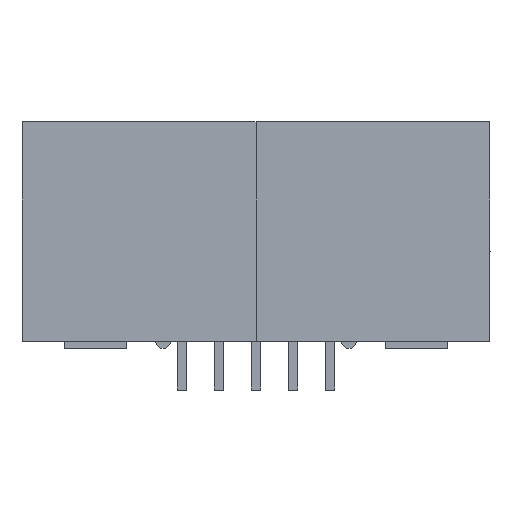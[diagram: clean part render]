
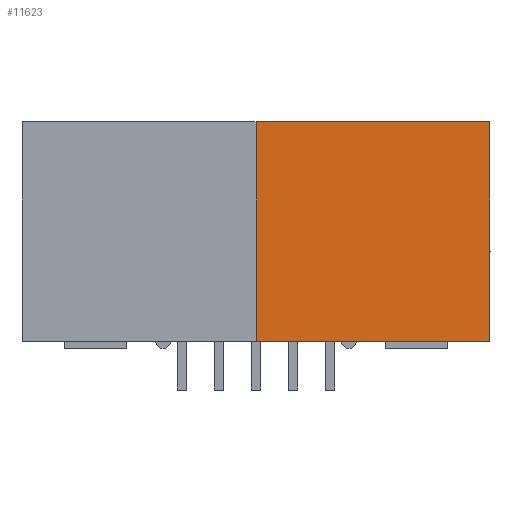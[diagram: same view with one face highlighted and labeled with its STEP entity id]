
A CAD part, front view. The second image highlights one B-rep face of the part: STEP entity #11623.
In plain terms, the highlighted planar face has unit normal (0, -1, 0).
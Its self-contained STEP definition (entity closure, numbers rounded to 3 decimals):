
#528=FACE_OUTER_BOUND($,#1204,.T.);
#1204=EDGE_LOOP($,(#8052,#8053,#8054,#8055));
#2055=LINE($,#16799,#3538);
#2061=LINE($,#16810,#3544);
#2063=LINE($,#16814,#3546);
#2064=LINE($,#16816,#3547);
#3538=VECTOR($,#13600,14.986);
#3544=VECTOR($,#13610,16.002);
#3546=VECTOR($,#13614,16.002);
#3547=VECTOR($,#13617,14.986);
#4941=VERTEX_POINT($,#16796);
#4942=VERTEX_POINT($,#16798);
#4945=VERTEX_POINT($,#16808);
#4946=VERTEX_POINT($,#16812);
#6127=EDGE_CURVE($,#4941,#4942,#2055,.T.);
#6133=EDGE_CURVE($,#4945,#4942,#2061,.T.);
#6135=EDGE_CURVE($,#4941,#4946,#2063,.T.);
#6136=EDGE_CURVE($,#4946,#4945,#2064,.T.);
#8052=ORIENTED_EDGE($,*,*,#6136,.T.);
#8053=ORIENTED_EDGE($,*,*,#6133,.T.);
#8054=ORIENTED_EDGE($,*,*,#6127,.F.);
#8055=ORIENTED_EDGE($,*,*,#6135,.T.);
#11038=PLANE($,#12402);
#11623=ADVANCED_FACE($,(#528),#11038,.T.);
#12402=AXIS2_PLACEMENT_3D($,#16815,#13615,#13616);
#13600=DIRECTION($,(0.,0.,-1.));
#13610=DIRECTION($,(1.,0.,0.));
#13614=DIRECTION($,(-1.,0.,0.));
#13615=DIRECTION('center_axis',(0.,-1.,0.));
#13616=DIRECTION('ref_axis',(0.,0.,-1.));
#13617=DIRECTION($,(0.,0.,-1.));
#16796=CARTESIAN_POINT('',(16.002,-5.309,15.494));
#16798=CARTESIAN_POINT('',(16.002,-5.309,0.508));
#16799=CARTESIAN_POINT($,(16.002,-5.309,8.001));
#16808=CARTESIAN_POINT('',(0.,-5.309,0.508));
#16810=CARTESIAN_POINT($,(-10.16,-5.309,0.508));
#16812=CARTESIAN_POINT('',(0.,-5.309,15.494));
#16814=CARTESIAN_POINT($,(-10.16,-5.309,15.494));
#16815=CARTESIAN_POINT('Origin',(-10.16,-5.309,8.001));
#16816=CARTESIAN_POINT($,(0.,-5.309,9.254));
